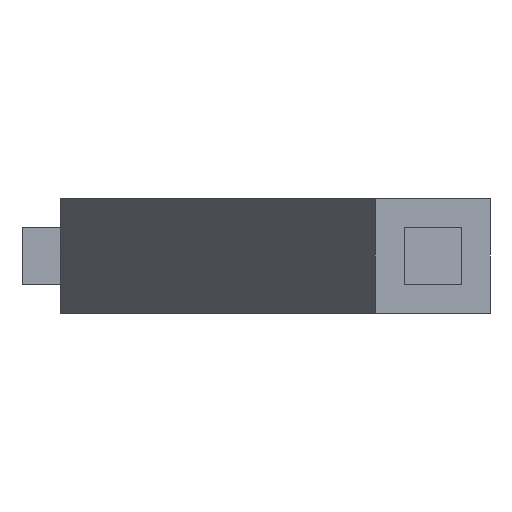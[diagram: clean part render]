
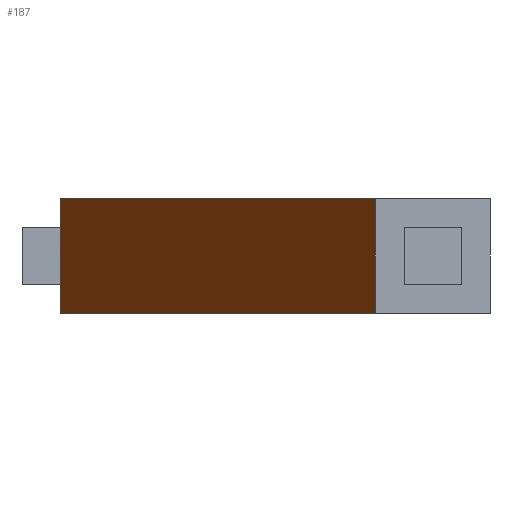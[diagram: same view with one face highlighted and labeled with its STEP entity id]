
A CAD part, front view. The second image highlights one B-rep face of the part: STEP entity #187.
In plain terms, the highlighted planar face has unit normal (-0.944, -0.331, 0).
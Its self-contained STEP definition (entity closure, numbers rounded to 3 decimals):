
#22 = EDGE_CURVE ( 'NONE', #585, #481, #78, .T. ) ;
#27 = VECTOR ( 'NONE', #486, 1000. ) ;
#38 = VECTOR ( 'NONE', #145, 1000. ) ;
#78 = LINE ( 'NONE', #427, #602 ) ;
#89 = ORIENTED_EDGE ( 'NONE', *, *, #457, .F. ) ;
#120 = EDGE_LOOP ( 'NONE', ( #419, #89, #398, #336 ) ) ;
#140 = CARTESIAN_POINT ( 'NONE',  ( -112.5, 235., 0. ) ) ;
#145 = DIRECTION ( 'NONE',  ( 0.331, -0.944, 0. ) ) ;
#180 = CARTESIAN_POINT ( 'NONE',  ( -30., 0., 30. ) ) ;
#186 = LINE ( 'NONE', #384, #38 ) ;
#187 = ADVANCED_FACE ( 'NONE', ( #218 ), #504, .F. ) ;
#218 = FACE_OUTER_BOUND ( 'NONE', #120, .T. ) ;
#267 = DIRECTION ( 'NONE',  ( -0.331, 0.944, 0. ) ) ;
#288 = CARTESIAN_POINT ( 'NONE',  ( -30., 0., 30. ) ) ;
#294 = CARTESIAN_POINT ( 'NONE',  ( -112.5, 235., 30. ) ) ;
#312 = CARTESIAN_POINT ( 'NONE',  ( -112.5, 235., 30. ) ) ;
#336 = ORIENTED_EDGE ( 'NONE', *, *, #22, .T. ) ;
#380 = DIRECTION ( 'NONE',  ( 0., 0., -1. ) ) ;
#384 = CARTESIAN_POINT ( 'NONE',  ( -112.5, 235., 30. ) ) ;
#398 = ORIENTED_EDGE ( 'NONE', *, *, #634, .F. ) ;
#410 = LINE ( 'NONE', #288, #27 ) ;
#419 = ORIENTED_EDGE ( 'NONE', *, *, #601, .T. ) ;
#427 = CARTESIAN_POINT ( 'NONE',  ( -112.5, 235., 30. ) ) ;
#453 = DIRECTION ( 'NONE',  ( 0.331, -0.944, 0. ) ) ;
#457 = EDGE_CURVE ( 'NONE', #508, #523, #410, .T. ) ;
#458 = LINE ( 'NONE', #140, #519 ) ;
#461 = DIRECTION ( 'NONE',  ( 0.944, 0.331, 0. ) ) ;
#469 = AXIS2_PLACEMENT_3D ( 'NONE', #312, #461, #267 ) ;
#481 = VERTEX_POINT ( 'NONE', #644 ) ;
#486 = DIRECTION ( 'NONE',  ( 0., 0., -1. ) ) ;
#504 = PLANE ( 'NONE',  #469 ) ;
#508 = VERTEX_POINT ( 'NONE', #180 ) ;
#519 = VECTOR ( 'NONE', #453, 1000. ) ;
#523 = VERTEX_POINT ( 'NONE', #646 ) ;
#585 = VERTEX_POINT ( 'NONE', #294 ) ;
#601 = EDGE_CURVE ( 'NONE', #481, #523, #458, .T. ) ;
#602 = VECTOR ( 'NONE', #380, 1000. ) ;
#634 = EDGE_CURVE ( 'NONE', #585, #508, #186, .T. ) ;
#644 = CARTESIAN_POINT ( 'NONE',  ( -112.5, 235., 0. ) ) ;
#646 = CARTESIAN_POINT ( 'NONE',  ( -30., 0., 0. ) ) ;
